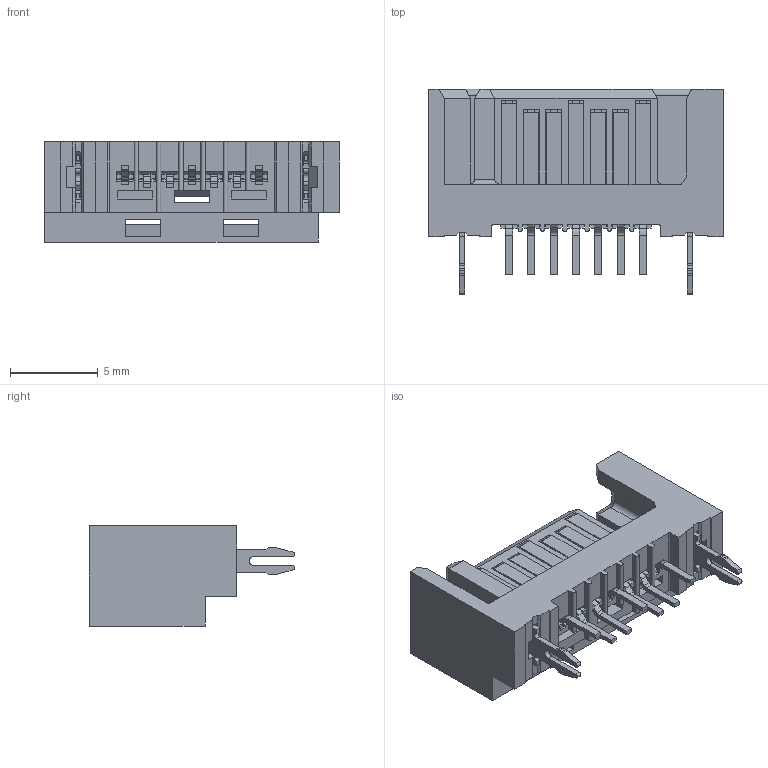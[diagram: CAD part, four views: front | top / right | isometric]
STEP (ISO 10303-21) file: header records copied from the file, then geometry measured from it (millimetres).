
FILE_DESCRIPTION(/* description */ (''),/* implementation_level */ '2;1');
FILE_NAME(/* name */ '5607-5102-SH-01',/* time_stamp */ '2006-09-22T11:49:42-05:00',/* author */ (''),/* organization */ (''),/* preprocessor_version */ 'ST-DEVELOPER v9',/* originating_system */ 'UGS - NX 3.0',/* authorisation */ '');
FILE_SCHEMA (('CONFIG_CONTROL_DESIGN'));
Length unit declared in the file: inch
Products named in the file (1): a0p7C1B2zvln
Bounding box: 16.78 x 11.7 x 5.7 mm (x, y, z)
Volume: 389.8 mm3; surface area: 1097 mm2
Topology: 1 solids, 1 shells, 681 faces, 2143 edges, 1394 vertices
Faces by surface type: plane 527, cylinder 154
Entity records: 23747 total; most frequent: CARTESIAN_POINT 4293, ORIENTED_EDGE 4286, DIRECTION 3789, EDGE_CURVE 2143, LINE 1817, VECTOR 1817, VERTEX_POINT 1394, AXIS2_PLACEMENT_3D 986
